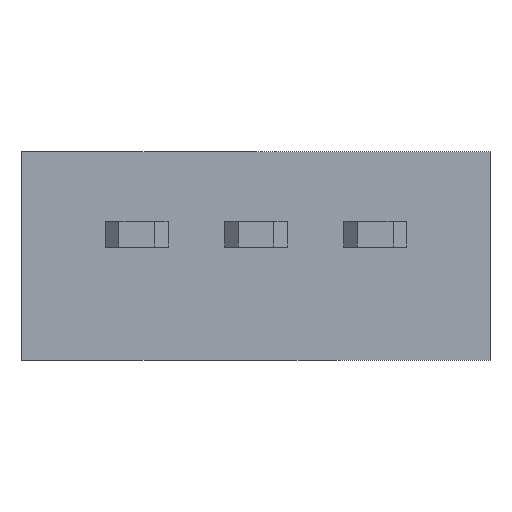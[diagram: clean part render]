
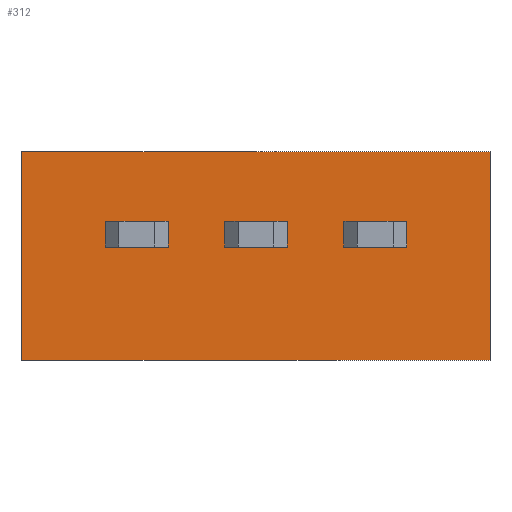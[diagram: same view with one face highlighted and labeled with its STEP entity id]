
A CAD part, front view. The second image highlights one B-rep face of the part: STEP entity #312.
In plain terms, the highlighted planar face has unit normal (0, -1, 0).
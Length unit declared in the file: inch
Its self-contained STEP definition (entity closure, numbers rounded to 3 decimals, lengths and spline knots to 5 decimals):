
#5 = CARTESIAN_POINT ( 'NONE',  ( -0.19625, 0., 0. ) ) ;
#66 = LINE ( 'NONE', #162, #102 ) ;
#96 = PLANE ( 'NONE',  #382 ) ;
#102 = VECTOR ( 'NONE', #564, 39.37008 ) ;
#129 = DIRECTION ( 'NONE',  ( -1., 0., 0. ) ) ;
#162 = CARTESIAN_POINT ( 'NONE',  ( 0.19625, 0., 0.175 ) ) ;
#193 = DIRECTION ( 'NONE',  ( 0., 1., 0. ) ) ;
#199 = FACE_OUTER_BOUND ( 'NONE', #459, .T. ) ;
#202 = ORIENTED_EDGE ( 'NONE', *, *, #544, .T. ) ;
#243 = VECTOR ( 'NONE', #129, 39.37008 ) ;
#263 = CARTESIAN_POINT ( 'NONE',  ( -0.19625, 0., 0.175 ) ) ;
#305 = VERTEX_POINT ( 'NONE', #726 ) ;
#312 = ADVANCED_FACE ( 'NONE', ( #199 ), #96, .F. ) ;
#382 = AXIS2_PLACEMENT_3D ( 'NONE', #606, #193, #936 ) ;
#426 = DIRECTION ( 'NONE',  ( 0., 0., -1. ) ) ;
#452 = VECTOR ( 'NONE', #678, 39.37008 ) ;
#459 = EDGE_LOOP ( 'NONE', ( #662, #1069, #912, #202 ) ) ;
#544 = EDGE_CURVE ( 'NONE', #1071, #1245, #66, .T. ) ;
#564 = DIRECTION ( 'NONE',  ( -1., 0., 0. ) ) ;
#578 = LINE ( 'NONE', #767, #243 ) ;
#606 = CARTESIAN_POINT ( 'NONE',  ( 0.19625, 0., 0. ) ) ;
#662 = ORIENTED_EDGE ( 'NONE', *, *, #918, .T. ) ;
#678 = DIRECTION ( 'NONE',  ( 0., 0., -1. ) ) ;
#726 = CARTESIAN_POINT ( 'NONE',  ( 0.19625, 0., 0. ) ) ;
#767 = CARTESIAN_POINT ( 'NONE',  ( 0.19625, 0., 0. ) ) ;
#807 = VERTEX_POINT ( 'NONE', #5 ) ;
#860 = LINE ( 'NONE', #1200, #452 ) ;
#867 = VECTOR ( 'NONE', #426, 39.37008 ) ;
#912 = ORIENTED_EDGE ( 'NONE', *, *, #1156, .F. ) ;
#918 = EDGE_CURVE ( 'NONE', #1245, #807, #996, .T. ) ;
#936 = DIRECTION ( 'NONE',  ( 0., 0., 1. ) ) ;
#968 = CARTESIAN_POINT ( 'NONE',  ( -0.19625, 0., 0. ) ) ;
#987 = EDGE_CURVE ( 'NONE', #305, #807, #578, .T. ) ;
#996 = LINE ( 'NONE', #968, #867 ) ;
#1069 = ORIENTED_EDGE ( 'NONE', *, *, #987, .F. ) ;
#1071 = VERTEX_POINT ( 'NONE', #1099 ) ;
#1099 = CARTESIAN_POINT ( 'NONE',  ( 0.19625, 0., 0.175 ) ) ;
#1156 = EDGE_CURVE ( 'NONE', #1071, #305, #860, .T. ) ;
#1200 = CARTESIAN_POINT ( 'NONE',  ( 0.19625, 0., 0. ) ) ;
#1245 = VERTEX_POINT ( 'NONE', #263 ) ;
